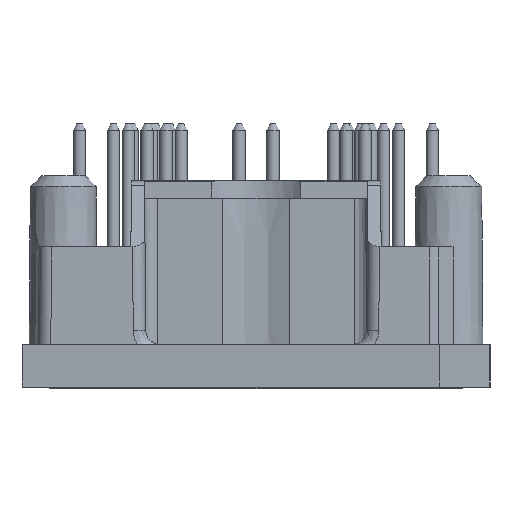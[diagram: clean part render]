
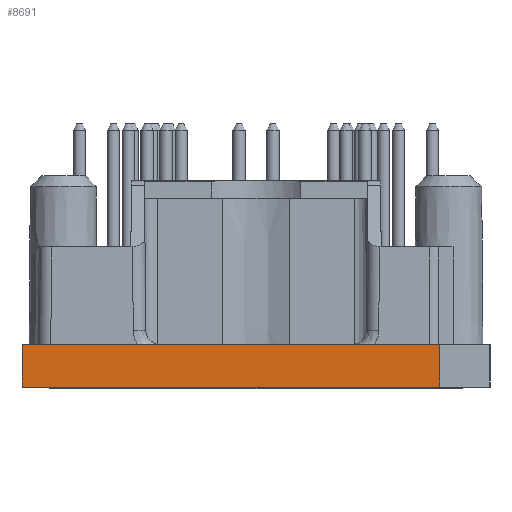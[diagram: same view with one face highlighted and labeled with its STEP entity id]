
A CAD part, left-side view. The second image highlights one B-rep face of the part: STEP entity #8691.
In plain terms, the highlighted planar face has unit normal (-1, 0, 0).
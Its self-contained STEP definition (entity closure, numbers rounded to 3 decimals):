
#1999=ORIENTED_EDGE('',*,*,#3891,.T.);
#2000=ORIENTED_EDGE('',*,*,#3790,.F.);
#2001=ORIENTED_EDGE('',*,*,#3892,.T.);
#2002=ORIENTED_EDGE('',*,*,#3763,.T.);
#3763=EDGE_CURVE('',#4807,#4806,#5540,.T.);
#3790=EDGE_CURVE('',#4818,#4819,#5557,.T.);
#3891=EDGE_CURVE('',#4806,#4819,#5613,.T.);
#3892=EDGE_CURVE('',#4818,#4807,#5614,.T.);
#4806=VERTEX_POINT('',#17529);
#4807=VERTEX_POINT('',#17531);
#4818=VERTEX_POINT('',#17589);
#4819=VERTEX_POINT('',#17590);
#5540=LINE('',#17530,#6172);
#5557=LINE('',#17588,#6189);
#5613=LINE('',#17826,#6245);
#5614=LINE('',#17827,#6246);
#6172=VECTOR('',#13788,1000.);
#6189=VECTOR('',#13833,1000.);
#6245=VECTOR('',#13975,1000.);
#6246=VECTOR('',#13976,1000.);
#6823=EDGE_LOOP('',(#1999,#2000,#2001,#2002));
#7669=FACE_BOUND('',#6823,.T.);
#8270=PLANE('',#12375);
#8691=ADVANCED_FACE('',(#7669),#8270,.F.);
#12375=AXIS2_PLACEMENT_3D('',#17825,#13973,#13974);
#13788=DIRECTION('',(0.,-1.,0.));
#13833=DIRECTION('',(0.,-1.,0.));
#13973=DIRECTION('',(1.,0.,0.));
#13974=DIRECTION('',(0.,1.,0.));
#13975=DIRECTION('',(0.,0.,1.));
#13976=DIRECTION('',(0.,0.,-1.));
#17529=CARTESIAN_POINT('',(-41.,-14.7,0.));
#17530=CARTESIAN_POINT('',(-41.,18.7,0.));
#17531=CARTESIAN_POINT('',(-41.,18.7,0.));
#17588=CARTESIAN_POINT('',(-41.,18.7,3.4));
#17589=CARTESIAN_POINT('',(-41.,18.7,3.4));
#17590=CARTESIAN_POINT('',(-41.,-14.7,3.4));
#17825=CARTESIAN_POINT('',(-41.,18.7,3.4));
#17826=CARTESIAN_POINT('',(-41.,-14.7,3.4));
#17827=CARTESIAN_POINT('',(-41.,18.7,3.4));
